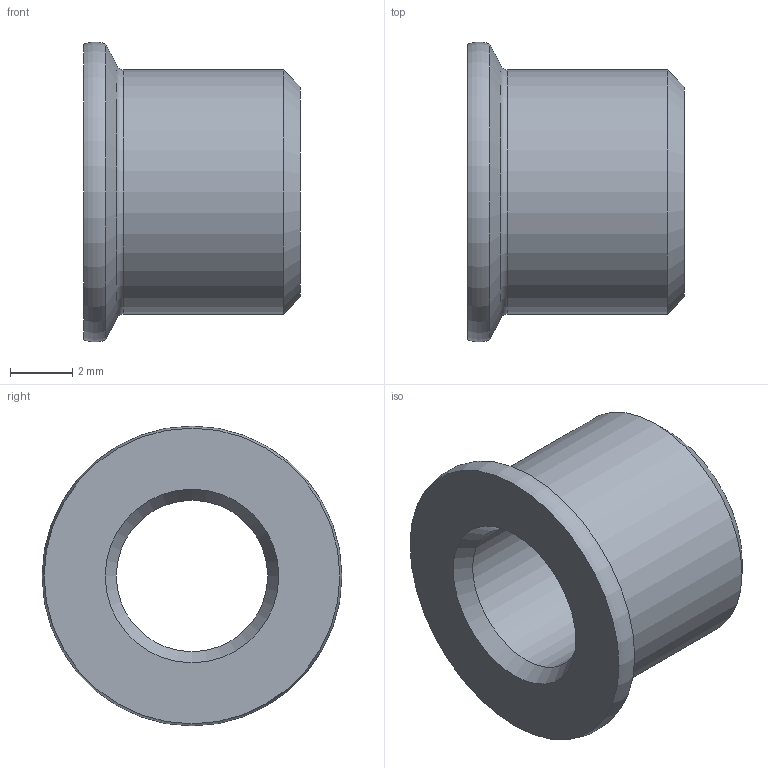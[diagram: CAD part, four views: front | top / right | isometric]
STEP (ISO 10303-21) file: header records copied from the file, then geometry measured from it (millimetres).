
FILE_DESCRIPTION (( 'STEP AP203' ), '1' );
FILE_NAME ('MGC-( )6.STEP', '2021-11-04T21:37:47', ( '' ), ( '' ), 'SwSTEP 2.0', 'SolidWorks 2018', '' );
FILE_SCHEMA (( 'CONFIG_CONTROL_DESIGN' ));
Length unit declared in the file: inch
Products named in the file (1): MGC-( )6
Bounding box: 6.99 x 9.66 x 9.66 mm (x, y, z)
Volume: 226.3 mm3; surface area: 369 mm2
Topology: 1 solids, 1 shells, 9 faces, 16 edges, 9 vertices
Faces by surface type: cone 3, torus 2, cylinder 2, plane 2
Full cylindrical faces by diameter (mm): 4.877 x1, 7.874 x1
Entity records: 267 total; most frequent: DIRECTION 38, CARTESIAN_POINT 28, AXIS2_PLACEMENT_3D 19, ORIENTED_EDGE 18, EDGE_LOOP 18, FACE_OUTER_BOUND 13, EDGE_CURVE 9, VERTEX_POINT 9
